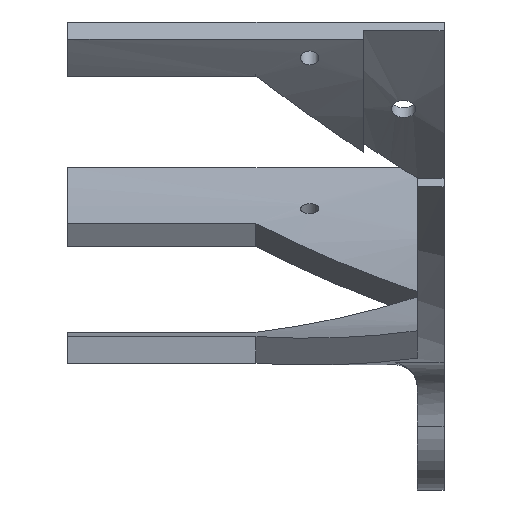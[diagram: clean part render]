
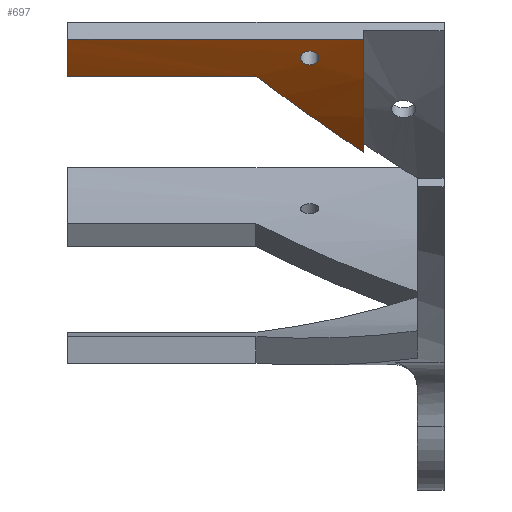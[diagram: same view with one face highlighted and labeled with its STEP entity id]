
A CAD part, left-side view. The second image highlights one B-rep face of the part: STEP entity #697.
In plain terms, the highlighted cylindrical face has radius 160 mm (diameter 320 mm), a partial arc.
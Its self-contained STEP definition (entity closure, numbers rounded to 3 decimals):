
#17=FACE_BOUND('',#108,.T.);
#27=B_SPLINE_CURVE_WITH_KNOTS('',3,(#1088,#1089,#1090,#1091,#1092,#1093,
#1094,#1095,#1096,#1097),.UNSPECIFIED.,.F.,.F.,(4,2,2,2,4),(0.,0.064,
0.128,0.192,0.256),.UNSPECIFIED.);
#28=B_SPLINE_CURVE_WITH_KNOTS('',3,(#1098,#1099,#1100,#1101,#1102,#1103,
#1104,#1105,#1106,#1107,#1108,#1109,#1110,#1111,#1112,#1113,#1114,#1115,
#1116,#1117,#1118,#1119,#1120,#1121,#1122,#1123),.UNSPECIFIED.,.F.,.F.,
(4,2,2,2,2,2,2,2,2,2,2,2,4),(0.256,0.32,0.384,
0.448,0.512,0.576,0.64,
0.704,0.768,0.832,0.897,
0.961,1.025),.UNSPECIFIED.);
#43=ELLIPSE('',#763,226.274,160.);
#52=CYLINDRICAL_SURFACE('',#762,160.);
#71=FACE_OUTER_BOUND('',#107,.T.);
#107=EDGE_LOOP('',(#478,#479,#480,#481,#482));
#108=EDGE_LOOP('',(#483,#484));
#160=LINE('',#1080,#208);
#161=LINE('',#1085,#209);
#208=VECTOR('',#868,10.);
#209=VECTOR('',#873,10.);
#245=CIRCLE('',#753,160.);
#250=CIRCLE('',#764,160.);
#280=VERTEX_POINT('',#1043);
#281=VERTEX_POINT('',#1045);
#294=VERTEX_POINT('',#1079);
#295=VERTEX_POINT('',#1081);
#296=VERTEX_POINT('',#1083);
#297=VERTEX_POINT('',#1086);
#298=VERTEX_POINT('',#1087);
#353=EDGE_CURVE('',#281,#280,#245,.T.);
#369=EDGE_CURVE('',#294,#280,#160,.T.);
#370=EDGE_CURVE('',#295,#294,#43,.T.);
#371=EDGE_CURVE('',#295,#296,#250,.T.);
#372=EDGE_CURVE('',#296,#281,#161,.T.);
#373=EDGE_CURVE('',#297,#298,#27,.T.);
#374=EDGE_CURVE('',#298,#297,#28,.T.);
#478=ORIENTED_EDGE('',*,*,#353,.T.);
#479=ORIENTED_EDGE('',*,*,#369,.F.);
#480=ORIENTED_EDGE('',*,*,#370,.F.);
#481=ORIENTED_EDGE('',*,*,#371,.T.);
#482=ORIENTED_EDGE('',*,*,#372,.T.);
#483=ORIENTED_EDGE('',*,*,#373,.T.);
#484=ORIENTED_EDGE('',*,*,#374,.T.);
#697=ADVANCED_FACE('',(#71,#17),#52,.T.);
#753=AXIS2_PLACEMENT_3D('',#1046,#837,#838);
#762=AXIS2_PLACEMENT_3D('',#1078,#866,#867);
#763=AXIS2_PLACEMENT_3D('',#1082,#869,#870);
#764=AXIS2_PLACEMENT_3D('',#1084,#871,#872);
#837=DIRECTION('center_axis',(0.,-1.,0.));
#838=DIRECTION('ref_axis',(-1.,0.,0.));
#866=DIRECTION('center_axis',(0.,1.,0.));
#867=DIRECTION('ref_axis',(-1.,0.,0.));
#868=DIRECTION('',(0.,1.,0.));
#869=DIRECTION('center_axis',(0.455,0.707,-0.542));
#870=DIRECTION('ref_axis',(-0.455,0.707,0.542));
#871=DIRECTION('center_axis',(0.,1.,0.));
#872=DIRECTION('ref_axis',(-1.,0.,0.));
#873=DIRECTION('',(0.,1.,0.));
#1043=CARTESIAN_POINT('',(-119.626,70.,-106.253));
#1045=CARTESIAN_POINT('',(-125.411,70.,-99.358));
#1046=CARTESIAN_POINT('Origin',(0.,70.,0.));
#1078=CARTESIAN_POINT('Origin',(0.,0.,0.));
#1079=CARTESIAN_POINT('',(-119.626,35.,-106.253));
#1080=CARTESIAN_POINT('',(-119.626,0.,-106.253));
#1081=CARTESIAN_POINT('',(-105.373,15.,-120.401));
#1082=CARTESIAN_POINT('Origin',(0.,39.5,0.));
#1083=CARTESIAN_POINT('',(-125.411,15.,-99.358));
#1084=CARTESIAN_POINT('Origin',(0.,15.,0.));
#1085=CARTESIAN_POINT('',(-125.411,0.,-99.358));
#1086=CARTESIAN_POINT('',(-123.653,25.,-101.538));
#1087=CARTESIAN_POINT('',(-122.567,23.3,-102.846));
#1088=CARTESIAN_POINT('Ctrl Pts',(-123.653,25.,-101.538));
#1089=CARTESIAN_POINT('Ctrl Pts',(-123.653,24.787,-101.538));
#1090=CARTESIAN_POINT('Ctrl Pts',(-123.626,24.559,-101.571));
#1091=CARTESIAN_POINT('Ctrl Pts',(-123.516,24.14,-101.705));
#1092=CARTESIAN_POINT('Ctrl Pts',(-123.432,23.949,-101.806));
#1093=CARTESIAN_POINT('Ctrl Pts',(-123.24,23.647,-102.039));
#1094=CARTESIAN_POINT('Ctrl Pts',(-123.118,23.516,-102.186));
#1095=CARTESIAN_POINT('Ctrl Pts',(-122.85,23.343,-102.508));
#1096=CARTESIAN_POINT('Ctrl Pts',(-122.704,23.3,-102.682));
#1097=CARTESIAN_POINT('Ctrl Pts',(-122.567,23.3,-102.846));
#1098=CARTESIAN_POINT('Ctrl Pts',(-122.567,23.3,-102.846));
#1099=CARTESIAN_POINT('Ctrl Pts',(-122.43,23.3,-103.01));
#1100=CARTESIAN_POINT('Ctrl Pts',(-122.283,23.343,-103.184));
#1101=CARTESIAN_POINT('Ctrl Pts',(-122.013,23.516,-103.503));
#1102=CARTESIAN_POINT('Ctrl Pts',(-121.889,23.647,-103.649));
#1103=CARTESIAN_POINT('Ctrl Pts',(-121.693,23.949,-103.879));
#1104=CARTESIAN_POINT('Ctrl Pts',(-121.608,24.14,-103.978));
#1105=CARTESIAN_POINT('Ctrl Pts',(-121.495,24.559,-104.11));
#1106=CARTESIAN_POINT('Ctrl Pts',(-121.467,24.787,-104.142));
#1107=CARTESIAN_POINT('Ctrl Pts',(-121.467,25.213,-104.142));
#1108=CARTESIAN_POINT('Ctrl Pts',(-121.495,25.441,-104.11));
#1109=CARTESIAN_POINT('Ctrl Pts',(-121.608,25.86,-103.978));
#1110=CARTESIAN_POINT('Ctrl Pts',(-121.693,26.051,-103.879));
#1111=CARTESIAN_POINT('Ctrl Pts',(-121.889,26.353,-103.649));
#1112=CARTESIAN_POINT('Ctrl Pts',(-122.013,26.484,-103.503));
#1113=CARTESIAN_POINT('Ctrl Pts',(-122.283,26.657,-103.184));
#1114=CARTESIAN_POINT('Ctrl Pts',(-122.43,26.7,-103.01));
#1115=CARTESIAN_POINT('Ctrl Pts',(-122.704,26.7,-102.682));
#1116=CARTESIAN_POINT('Ctrl Pts',(-122.85,26.657,-102.508));
#1117=CARTESIAN_POINT('Ctrl Pts',(-123.118,26.484,-102.186));
#1118=CARTESIAN_POINT('Ctrl Pts',(-123.24,26.353,-102.039));
#1119=CARTESIAN_POINT('Ctrl Pts',(-123.432,26.051,-101.806));
#1120=CARTESIAN_POINT('Ctrl Pts',(-123.516,25.86,-101.705));
#1121=CARTESIAN_POINT('Ctrl Pts',(-123.626,25.441,-101.571));
#1122=CARTESIAN_POINT('Ctrl Pts',(-123.653,25.213,-101.538));
#1123=CARTESIAN_POINT('Ctrl Pts',(-123.653,25.,-101.538));
